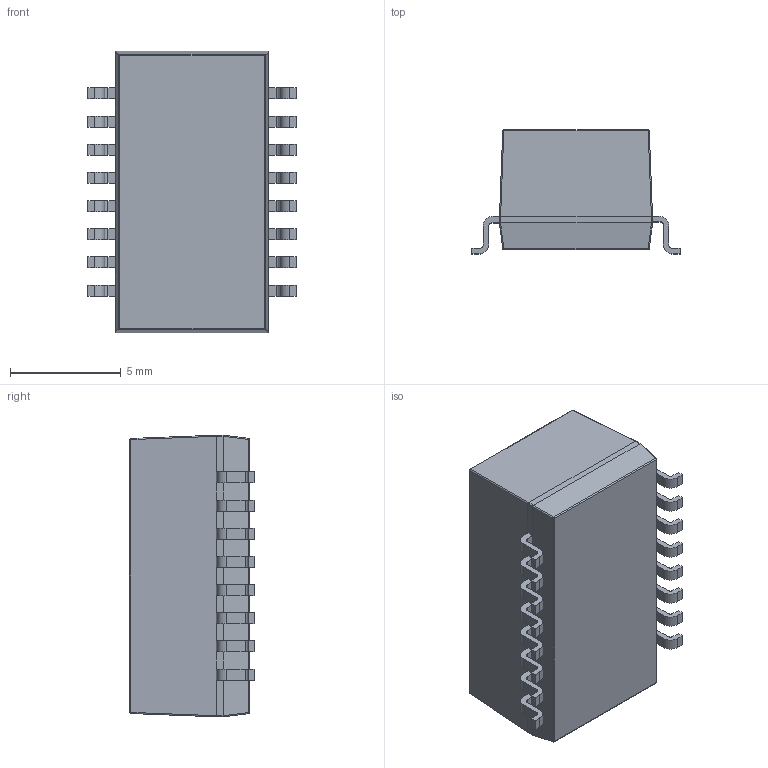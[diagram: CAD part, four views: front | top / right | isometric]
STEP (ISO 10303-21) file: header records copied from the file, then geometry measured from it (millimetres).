
FILE_DESCRIPTION (( 'STEP AP214' ), '1' );
FILE_NAME ('467F6A66-D221-467D-B2C7-E4C2591DC8A8.STEP', '2023-07-06T06:48:13', ( '' ), ( '' ), 'SwSTEP 2.0', 'SolidWorks 2022', '' );
FILE_SCHEMA (( 'AUTOMOTIVE_DESIGN' ));
Length unit declared in the file: millimetre
Products named in the file (1): 467F6A66-D221-467D-B2C7-E4C2591DC8A8
Bounding box: 9.4 x 5.6 x 12.7 mm (x, y, z)
Volume: 463.1 mm3; surface area: 429.5 mm2
Topology: 1 solids, 1 shells, 260 faces, 692 edges, 433 vertices
Faces by surface type: plane 166, cylinder 84, bspline 10
Entity records: 9026 total; most frequent: CARTESIAN_POINT 1588, ORIENTED_EDGE 1380, DIRECTION 1334, EDGE_CURVE 690, LINE 520, VECTOR 520, VERTEX_POINT 433, AXIS2_PLACEMENT_3D 407
